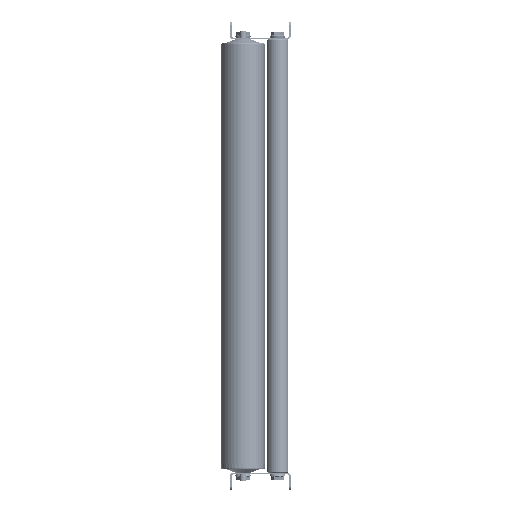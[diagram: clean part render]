
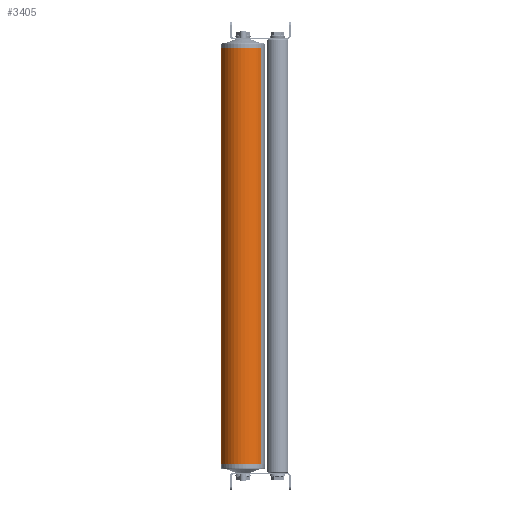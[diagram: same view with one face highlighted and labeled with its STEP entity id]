
A CAD part, left-side view. The second image highlights one B-rep face of the part: STEP entity #3405.
In plain terms, the highlighted cylindrical face has radius 25 mm (diameter 50 mm), a partial arc.
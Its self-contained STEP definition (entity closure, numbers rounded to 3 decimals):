
#2044 = CIRCLE ( 'NONE', #41868, 25. ) ;
#2773 = CARTESIAN_POINT ( 'NONE',  ( 480., 0., -25. ) ) ;
#3405 = ADVANCED_FACE ( 'NONE', ( #48286 ), #47620, .T. ) ;
#4266 = EDGE_CURVE ( 'NONE', #48859, #28656, #6342, .T. ) ;
#4513 = DIRECTION ( 'NONE',  ( 0., 0., -1. ) ) ;
#6342 = CIRCLE ( 'NONE', #16824, 25. ) ;
#7590 = ORIENTED_EDGE ( 'NONE', *, *, #32514, .F. ) ;
#12602 = VERTEX_POINT ( 'NONE', #23892 ) ;
#12642 = VECTOR ( 'NONE', #64114, 1000. ) ;
#12985 = CARTESIAN_POINT ( 'NONE',  ( 480., 0., 25. ) ) ;
#13177 = DIRECTION ( 'NONE',  ( 0., 0., 1. ) ) ;
#14850 = ORIENTED_EDGE ( 'NONE', *, *, #4266, .T. ) ;
#15149 = EDGE_CURVE ( 'NONE', #29418, #12602, #2044, .T. ) ;
#16824 = AXIS2_PLACEMENT_3D ( 'NONE', #23825, #44220, #58977 ) ;
#23825 = CARTESIAN_POINT ( 'NONE',  ( 0., 0., 0. ) ) ;
#23892 = CARTESIAN_POINT ( 'NONE',  ( 480., 0., 25. ) ) ;
#27423 = CARTESIAN_POINT ( 'NONE',  ( 0., 0., 25. ) ) ;
#27612 = DIRECTION ( 'NONE',  ( -1., 0., 0. ) ) ;
#28656 = VERTEX_POINT ( 'NONE', #27423 ) ;
#29418 = VERTEX_POINT ( 'NONE', #34257 ) ;
#32514 = EDGE_CURVE ( 'NONE', #12602, #28656, #42525, .T. ) ;
#33076 = CARTESIAN_POINT ( 'NONE',  ( 0., 0., -25. ) ) ;
#34257 = CARTESIAN_POINT ( 'NONE',  ( 480., 0., -25. ) ) ;
#41868 = AXIS2_PLACEMENT_3D ( 'NONE', #60288, #49494, #4513 ) ;
#42525 = LINE ( 'NONE', #12985, #44856 ) ;
#42718 = CARTESIAN_POINT ( 'NONE',  ( 480., 0., 0. ) ) ;
#43929 = AXIS2_PLACEMENT_3D ( 'NONE', #42718, #27612, #13177 ) ;
#44139 = LINE ( 'NONE', #2773, #12642 ) ;
#44220 = DIRECTION ( 'NONE',  ( 1., 0., 0. ) ) ;
#44856 = VECTOR ( 'NONE', #52379, 1000. ) ;
#46550 = ORIENTED_EDGE ( 'NONE', *, *, #59332, .T. ) ;
#47620 = CYLINDRICAL_SURFACE ( 'NONE', #43929, 25. ) ;
#48286 = FACE_OUTER_BOUND ( 'NONE', #55447, .T. ) ;
#48754 = ORIENTED_EDGE ( 'NONE', *, *, #15149, .F. ) ;
#48859 = VERTEX_POINT ( 'NONE', #33076 ) ;
#49494 = DIRECTION ( 'NONE',  ( 1., 0., 0. ) ) ;
#52379 = DIRECTION ( 'NONE',  ( -1., 0., 0. ) ) ;
#55447 = EDGE_LOOP ( 'NONE', ( #48754, #46550, #14850, #7590 ) ) ;
#58977 = DIRECTION ( 'NONE',  ( 0., 0., -1. ) ) ;
#59332 = EDGE_CURVE ( 'NONE', #29418, #48859, #44139, .T. ) ;
#60288 = CARTESIAN_POINT ( 'NONE',  ( 480., 0., 0. ) ) ;
#64114 = DIRECTION ( 'NONE',  ( -1., 0., 0. ) ) ;
